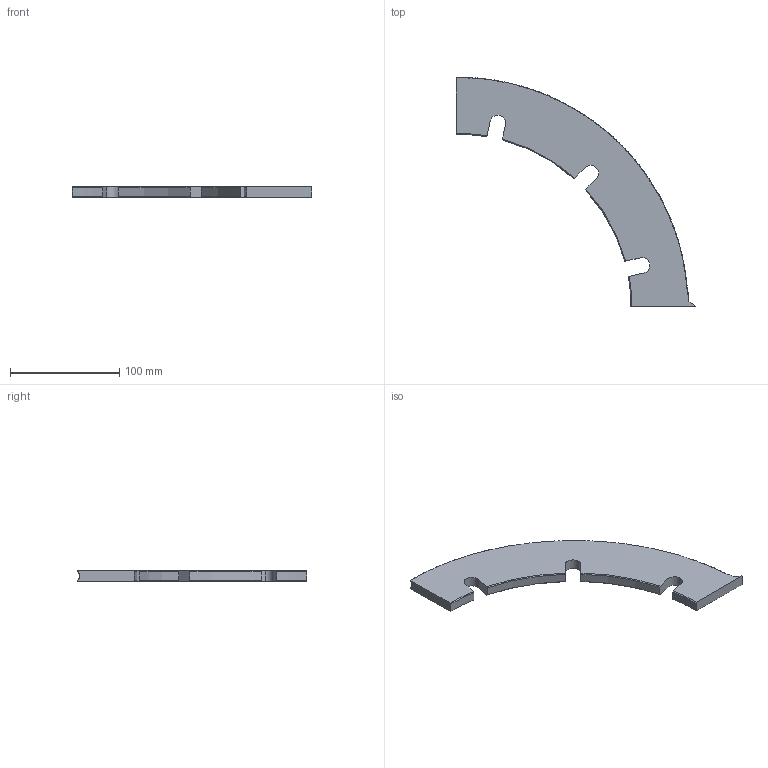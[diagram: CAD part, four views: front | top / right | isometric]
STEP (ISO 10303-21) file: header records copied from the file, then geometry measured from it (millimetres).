
FILE_DESCRIPTION (( 'STEP AP203' ), '1' );
FILE_NAME ('M23582-S.STEP', '2022-04-20T20:29:33', ( '' ), ( '' ), 'SwSTEP 2.0', 'SolidWorks 2020', '' );
FILE_SCHEMA (( 'CONFIG_CONTROL_DESIGN' ));
Length unit declared in the file: inch
Products named in the file (1): M23582-S
Bounding box: 219.82 x 210.29 x 9.49 mm (x, y, z)
Volume: 131977.7 mm3; surface area: 36356 mm2
Topology: 1 solids, 1 shells, 199 faces, 591 edges, 394 vertices
Faces by surface type: sphere 166, plane 12, cylinder 11, cone 8, torus 2
Entity records: 9473 total; most frequent: CARTESIAN_POINT 4047, ORIENTED_EDGE 1182, DIRECTION 1178, EDGE_CURVE 591, AXIS2_PLACEMENT_3D 567, VERTEX_POINT 394, CIRCLE 367, FACE_OUTER_BOUND 199
